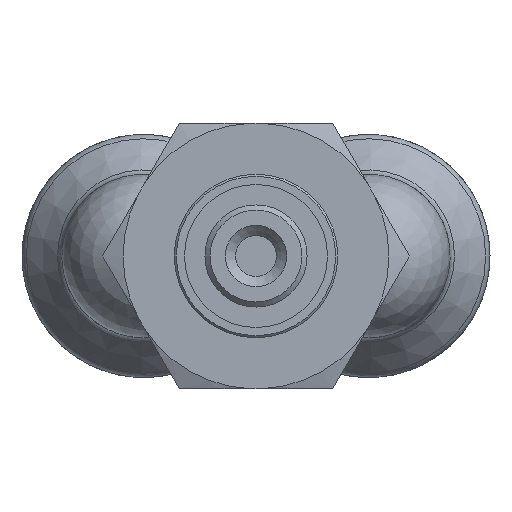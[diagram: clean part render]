
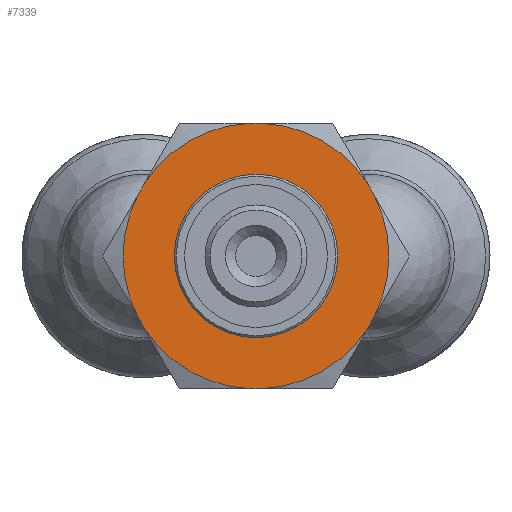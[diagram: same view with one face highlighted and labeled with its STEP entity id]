
A CAD part, front view. The second image highlights one B-rep face of the part: STEP entity #7339.
In plain terms, the highlighted face is planar.
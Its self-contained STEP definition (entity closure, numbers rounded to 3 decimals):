
#6922=CARTESIAN_POINT('',(-18.8,4.,0.0));
#6923=VERTEX_POINT('',#6922);
#6924=CARTESIAN_POINT('',(-18.8,0.,0.0));
#6925=DIRECTION('',(1.0,0.0,0.0));
#6926=DIRECTION('',(0.0,1.0,0.0));
#6927=AXIS2_PLACEMENT_3D('',#6924,#6925,#6926);
#6928=CIRCLE('',#6927,4.);
#6929=EDGE_CURVE('',#6923,#6923,#6928,.T.);
#7010=CARTESIAN_POINT('',(-18.8,-5.764,3.017));
#7011=VERTEX_POINT('',#7010);
#7027=CARTESIAN_POINT('',(-18.8,-5.764,-3.017));
#7028=VERTEX_POINT('',#7027);
#7029=CARTESIAN_POINT('',(-18.8,0.,0.0));
#7030=DIRECTION('',(-1.0,0.0,0.0));
#7031=DIRECTION('',(0.0,1.0,0.0));
#7032=AXIS2_PLACEMENT_3D('',#7029,#7030,#7031);
#7033=CIRCLE('',#7032,6.506);
#7034=EDGE_CURVE('',#7028,#7011,#7033,.T.);
#7059=CARTESIAN_POINT('',(-18.8,-5.495,3.483));
#7060=VERTEX_POINT('',#7059);
#7074=CARTESIAN_POINT('',(-18.8,-0.269,6.5));
#7075=VERTEX_POINT('',#7074);
#7089=CARTESIAN_POINT('',(-18.8,0.,0.0));
#7090=DIRECTION('',(-1.0,0.0,0.0));
#7091=DIRECTION('',(0.0,1.0,0.0));
#7092=AXIS2_PLACEMENT_3D('',#7089,#7090,#7091);
#7093=CIRCLE('',#7092,6.506);
#7094=EDGE_CURVE('',#7060,#7075,#7093,.T.);
#7106=CARTESIAN_POINT('',(-18.8,0.269,6.5));
#7107=VERTEX_POINT('',#7106);
#7121=CARTESIAN_POINT('',(-18.8,5.495,3.483));
#7122=VERTEX_POINT('',#7121);
#7136=CARTESIAN_POINT('',(-18.8,0.,0.0));
#7137=DIRECTION('',(-1.0,0.0,0.0));
#7138=DIRECTION('',(0.0,1.0,0.0));
#7139=AXIS2_PLACEMENT_3D('',#7136,#7137,#7138);
#7140=CIRCLE('',#7139,6.506);
#7141=EDGE_CURVE('',#7107,#7122,#7140,.T.);
#7151=CARTESIAN_POINT('',(-18.8,-5.495,-3.483));
#7152=VERTEX_POINT('',#7151);
#7168=CARTESIAN_POINT('',(-18.8,-0.269,-6.5));
#7169=VERTEX_POINT('',#7168);
#7170=CARTESIAN_POINT('',(-18.8,0.,0.0));
#7171=DIRECTION('',(-1.0,0.0,0.0));
#7172=DIRECTION('',(0.0,1.0,0.0));
#7173=AXIS2_PLACEMENT_3D('',#7170,#7171,#7172);
#7174=CIRCLE('',#7173,6.506);
#7175=EDGE_CURVE('',#7169,#7152,#7174,.T.);
#7198=CARTESIAN_POINT('',(-18.8,0.269,-6.5));
#7199=VERTEX_POINT('',#7198);
#7215=CARTESIAN_POINT('',(-18.8,5.495,-3.483));
#7216=VERTEX_POINT('',#7215);
#7217=CARTESIAN_POINT('',(-18.8,0.,0.0));
#7218=DIRECTION('',(-1.0,0.0,0.0));
#7219=DIRECTION('',(0.0,1.0,0.0));
#7220=AXIS2_PLACEMENT_3D('',#7217,#7218,#7219);
#7221=CIRCLE('',#7220,6.506);
#7222=EDGE_CURVE('',#7216,#7199,#7221,.T.);
#7247=CARTESIAN_POINT('',(-18.8,5.764,3.017));
#7248=VERTEX_POINT('',#7247);
#7262=CARTESIAN_POINT('',(-18.8,5.764,-3.017));
#7263=VERTEX_POINT('',#7262);
#7277=CARTESIAN_POINT('',(-18.8,0.,0.0));
#7278=DIRECTION('',(-1.0,0.0,0.0));
#7279=DIRECTION('',(0.0,1.0,0.0));
#7280=AXIS2_PLACEMENT_3D('',#7277,#7278,#7279);
#7281=CIRCLE('',#7280,6.506);
#7282=EDGE_CURVE('',#7248,#7263,#7281,.T.);
#7287=CARTESIAN_POINT('',(-18.8,5.25,0.0));
#7288=DIRECTION('',(-1.0,0.0,0.0));
#7289=DIRECTION('',(0.0,0.0,1.0));
#7290=AXIS2_PLACEMENT_3D('',#7287,#7288,#7289);
#7291=PLANE('',#7290);
#7292=ORIENTED_EDGE('',*,*,#7282,.T.);
#7293=CARTESIAN_POINT('',(-18.8,5.495,-3.483));
#7294=DIRECTION('',(0.0,0.5,0.866));
#7295=VECTOR('',#7294,0.537);
#7296=LINE('',#7293,#7295);
#7297=EDGE_CURVE('',#7216,#7263,#7296,.T.);
#7298=ORIENTED_EDGE('',*,*,#7297,.F.);
#7299=ORIENTED_EDGE('',*,*,#7222,.T.);
#7300=CARTESIAN_POINT('',(-18.8,-0.269,-6.5));
#7301=DIRECTION('',(0.0,1.0,0.0));
#7302=VECTOR('',#7301,0.537);
#7303=LINE('',#7300,#7302);
#7304=EDGE_CURVE('',#7169,#7199,#7303,.T.);
#7305=ORIENTED_EDGE('',*,*,#7304,.F.);
#7306=ORIENTED_EDGE('',*,*,#7175,.T.);
#7307=CARTESIAN_POINT('',(-18.8,-5.764,-3.017));
#7308=DIRECTION('',(0.0,0.5,-0.866));
#7309=VECTOR('',#7308,0.537);
#7310=LINE('',#7307,#7309);
#7311=EDGE_CURVE('',#7028,#7152,#7310,.T.);
#7312=ORIENTED_EDGE('',*,*,#7311,.F.);
#7313=ORIENTED_EDGE('',*,*,#7034,.T.);
#7314=CARTESIAN_POINT('',(-18.8,-5.495,3.483));
#7315=DIRECTION('',(0.0,-0.5,-0.866));
#7316=VECTOR('',#7315,0.537);
#7317=LINE('',#7314,#7316);
#7318=EDGE_CURVE('',#7060,#7011,#7317,.T.);
#7319=ORIENTED_EDGE('',*,*,#7318,.F.);
#7320=ORIENTED_EDGE('',*,*,#7094,.T.);
#7321=CARTESIAN_POINT('',(-18.8,0.269,6.5));
#7322=DIRECTION('',(0.0,-1.0,0.0));
#7323=VECTOR('',#7322,0.537);
#7324=LINE('',#7321,#7323);
#7325=EDGE_CURVE('',#7107,#7075,#7324,.T.);
#7326=ORIENTED_EDGE('',*,*,#7325,.F.);
#7327=ORIENTED_EDGE('',*,*,#7141,.T.);
#7328=CARTESIAN_POINT('',(-18.8,5.764,3.017));
#7329=DIRECTION('',(0.0,-0.5,0.866));
#7330=VECTOR('',#7329,0.537);
#7331=LINE('',#7328,#7330);
#7332=EDGE_CURVE('',#7248,#7122,#7331,.T.);
#7333=ORIENTED_EDGE('',*,*,#7332,.F.);
#7334=EDGE_LOOP('',(#7292,#7298,#7299,#7305,#7306,#7312,#7313,#7319,#7320,#7326,#7327,#7333));
#7335=FACE_OUTER_BOUND('',#7334,.T.);
#7336=ORIENTED_EDGE('',*,*,#6929,.T.);
#7337=EDGE_LOOP('',(#7336));
#7338=FACE_BOUND('',#7337,.T.);
#7339=ADVANCED_FACE('',(#7335,#7338),#7291,.T.);
